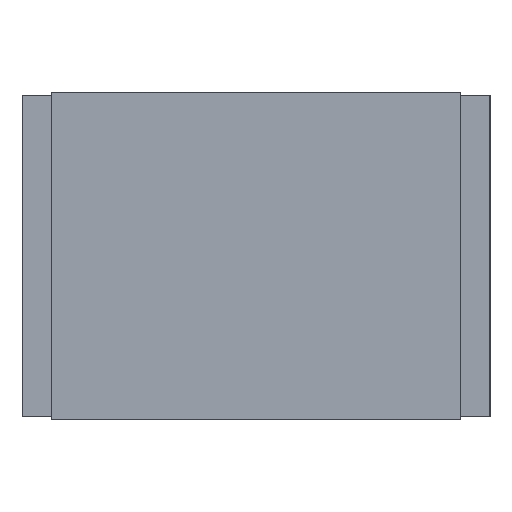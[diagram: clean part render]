
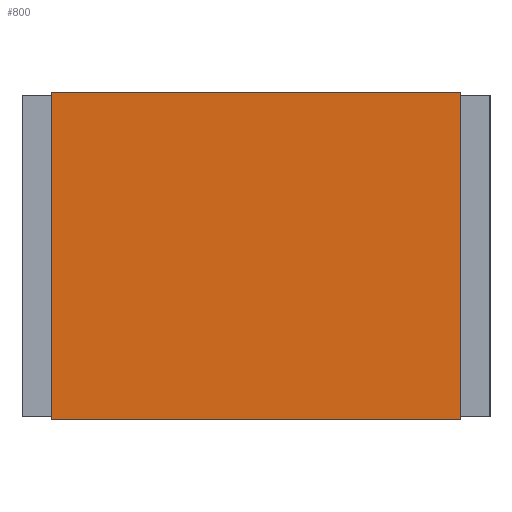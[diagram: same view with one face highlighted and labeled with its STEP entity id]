
A CAD part, left-side view. The second image highlights one B-rep face of the part: STEP entity #800.
In plain terms, the highlighted planar face has unit normal (-1, 0, 0).
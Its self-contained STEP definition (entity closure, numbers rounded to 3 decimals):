
#111=CARTESIAN_POINT('Line Origine',(-1.61,0.,-0.01)) ;
#115=CARTESIAN_POINT('Vertex',(-1.61,-0.7,-0.01)) ;
#117=CARTESIAN_POINT('Vertex',(-1.61,0.7,-0.01)) ;
#716=CARTESIAN_POINT('Line Origine',(-1.61,0.,1.11)) ;
#720=CARTESIAN_POINT('Vertex',(-1.61,0.7,1.11)) ;
#722=CARTESIAN_POINT('Vertex',(-1.61,-0.7,1.11)) ;
#750=CARTESIAN_POINT('Line Origine',(-1.61,0.7,0.55)) ;
#772=CARTESIAN_POINT('Line Origine',(-1.61,-0.7,0.55)) ;
#789=CARTESIAN_POINT('Axis2P3D Location',(-1.61,-0.7,1.1)) ;
#113=VECTOR('Line Direction',#112,1.) ;
#718=VECTOR('Line Direction',#717,1.) ;
#752=VECTOR('Line Direction',#751,1.) ;
#774=VECTOR('Line Direction',#773,1.) ;
#112=DIRECTION('Vector Direction',(0.,1.,0.)) ;
#717=DIRECTION('Vector Direction',(0.,1.,0.)) ;
#751=DIRECTION('Vector Direction',(0.,0.,-1.)) ;
#773=DIRECTION('Vector Direction',(0.,0.,-1.)) ;
#790=DIRECTION('Axis2P3D Direction',(-1.,0.,0.)) ;
#791=DIRECTION('Axis2P3D XDirection',(0.,1.,0.)) ;
#792=AXIS2_PLACEMENT_3D('Plane Axis2P3D',#789,#790,#791) ;
#114=LINE('Line',#111,#113) ;
#719=LINE('Line',#716,#718) ;
#753=LINE('Line',#750,#752) ;
#775=LINE('Line',#772,#774) ;
#793=PLANE('',#792) ;
#119=EDGE_CURVE('',#116,#118,#114,.T.) ;
#724=EDGE_CURVE('',#721,#723,#719,.F.) ;
#754=EDGE_CURVE('',#721,#118,#753,.T.) ;
#776=EDGE_CURVE('',#723,#116,#775,.T.) ;
#794=EDGE_LOOP('',(#795,#796,#797,#798)) ;
#795=ORIENTED_EDGE('',*,*,#776,.F.) ;
#796=ORIENTED_EDGE('',*,*,#724,.F.) ;
#797=ORIENTED_EDGE('',*,*,#754,.T.) ;
#798=ORIENTED_EDGE('',*,*,#119,.F.) ;
#116=VERTEX_POINT('',#115) ;
#118=VERTEX_POINT('',#117) ;
#721=VERTEX_POINT('',#720) ;
#723=VERTEX_POINT('',#722) ;
#800=ADVANCED_FACE('PartBody',(#799),#793,.T.) ;
#799=FACE_OUTER_BOUND('',#794,.T.) ;
